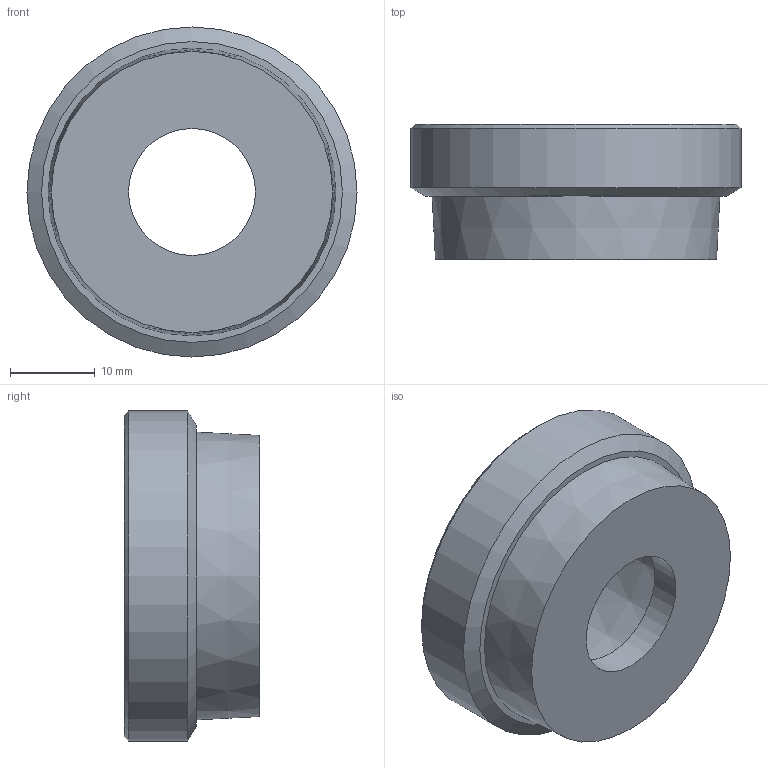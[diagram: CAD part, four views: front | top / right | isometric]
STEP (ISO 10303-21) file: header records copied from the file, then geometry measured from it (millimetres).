
FILE_DESCRIPTION(/* description */ (''),/* implementation_level */ '2;1');
FILE_NAME(/* name */ '6116 - DN15.step',/* time_stamp */ '2022-12-20T09:04:09+01:00',/* author */ (''),/* organization */ (''),/* preprocessor_version */ 'ST-DEVELOPER v19.2',/* originating_system */ 'Autodesk Translation Framework v11.17.0.187',/* authorisation */ '');
FILE_SCHEMA (('AUTOMOTIVE_DESIGN { 1 0 10303 214 3 1 1 }'));
Length unit declared in the file: millimetre
Products named in the file (1): 6116 - DN15
Bounding box: 39 x 16 x 39 mm (x, y, z)
Volume: 8703.5 mm3; surface area: 4808.3 mm2
Topology: 1 solids, 1 shells, 16 faces, 27 edges, 17 vertices
Faces by surface type: plane 6, cone 5, cylinder 4, torus 1
Full cylindrical faces by diameter (mm): 15 x1, 19.5 x1, 21.9 x1, 39 x1
Entity records: 429 total; most frequent: DIRECTION 79, CARTESIAN_POINT 61, ORIENTED_EDGE 54, AXIS2_PLACEMENT_3D 35, EDGE_CURVE 27, EDGE_LOOP 22, CIRCLE 18, VERTEX_POINT 17
